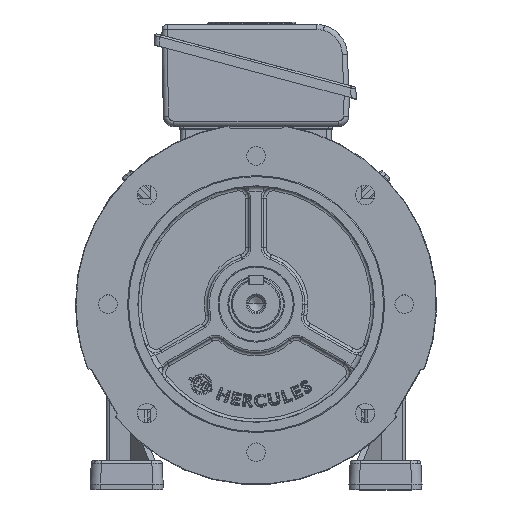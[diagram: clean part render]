
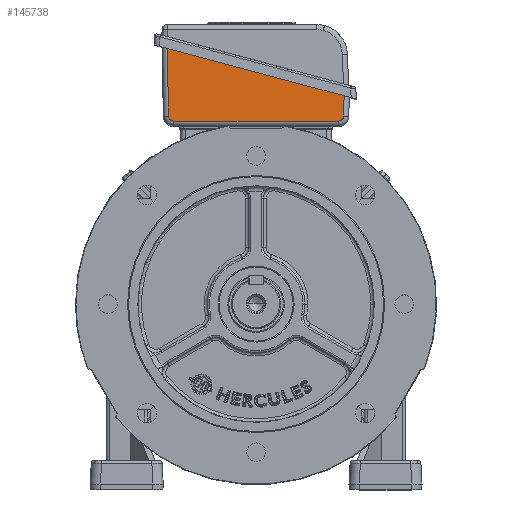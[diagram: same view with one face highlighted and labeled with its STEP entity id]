
A CAD part, top view. The second image highlights one B-rep face of the part: STEP entity #145738.
In plain terms, the highlighted face is planar.
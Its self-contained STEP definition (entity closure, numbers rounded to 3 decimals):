
#2927 = LINE ( 'NONE', #118882, #63598 ) ;
#4291 = DIRECTION ( 'NONE',  ( 0., 0.966, -0.259 ) ) ;
#8635 = CARTESIAN_POINT ( 'NONE',  ( 87.938, 85.144, 9.609 ) ) ;
#10554 = EDGE_CURVE ( 'NONE', #80269, #111938, #143355, .T. ) ;
#13504 = FACE_OUTER_BOUND ( 'NONE', #122575, .T. ) ;
#19339 = CARTESIAN_POINT ( 'NONE',  ( 87.981, 83.084, 7.584 ) ) ;
#19383 = VERTEX_POINT ( 'NONE', #50842 ) ;
#19434 =( BOUNDED_CURVE ( )  B_SPLINE_CURVE ( 3, ( #113156, #19339, #8635, #101723 ),
 .UNSPECIFIED., .F., .F. ) 
 B_SPLINE_CURVE_WITH_KNOTS ( ( 4, 4 ),
 ( 3.403, 4.957 ),
 .UNSPECIFIED. ) 
 CURVE ( )  GEOMETRIC_REPRESENTATION_ITEM ( )  RATIONAL_B_SPLINE_CURVE ( ( 1., 0.809, 0.809, 1. ) ) 
 REPRESENTATION_ITEM ( '' )  );
#20692 = CARTESIAN_POINT ( 'NONE',  ( 88.658, -85.15, 12.497 ) ) ;
#23621 = ORIENTED_EDGE ( 'NONE', *, *, #26113, .T. ) ;
#26113 = EDGE_CURVE ( 'NONE', #111938, #31959, #19434, .T. ) ;
#28478 = ORIENTED_EDGE ( 'NONE', *, *, #150056, .T. ) ;
#29086 = CARTESIAN_POINT ( 'NONE',  ( 87.994, 80.196, 7.584 ) ) ;
#31959 = VERTEX_POINT ( 'NONE', #66052 ) ;
#32178 = CARTESIAN_POINT ( 'NONE',  ( 88.707, -85.099, 9.609 ) ) ;
#38365 = VECTOR ( 'NONE', #4291, 1000. ) ;
#38717 = DIRECTION ( 'NONE',  ( 1., 0.005, 0.017 ) ) ;
#38792 = DIRECTION ( 'NONE',  ( 0.017, 0.017, -1. ) ) ;
#40186 = ORIENTED_EDGE ( 'NONE', *, *, #119211, .T. ) ;
#43059 = CARTESIAN_POINT ( 'NONE',  ( 87.189, 85.916, 53.818 ) ) ;
#50842 = CARTESIAN_POINT ( 'NONE',  ( 87.5, -86.355, 81.523 ) ) ;
#52713 = AXIS2_PLACEMENT_3D ( 'NONE', #119573, #38717, #118802 ) ;
#54965 = CARTESIAN_POINT ( 'NONE',  ( 87.5, 85.595, 35.449 ) ) ;
#61624 = CARTESIAN_POINT ( 'NONE',  ( 88.719, -80.15, 7.584 ) ) ;
#63598 = VECTOR ( 'NONE', #38792, 1000. ) ;
#66052 = CARTESIAN_POINT ( 'NONE',  ( 87.889, 85.195, 12.497 ) ) ;
#66333 = CARTESIAN_POINT ( 'NONE',  ( 88.658, -85.15, 12.497 ) ) ;
#71303 = EDGE_CURVE ( 'NONE', #19383, #85618, #143941, .T. ) ;
#78147 = LINE ( 'NONE', #43059, #112673 ) ;
#80269 = VERTEX_POINT ( 'NONE', #61624 ) ;
#84475 = PLANE ( 'NONE',  #52713 ) ;
#85349 = DIRECTION ( 'NONE',  ( -0.005, 1., 0. ) ) ;
#85618 = VERTEX_POINT ( 'NONE', #54965 ) ;
#88592 = CARTESIAN_POINT ( 'NONE',  ( 88.732, -83.039, 7.584 ) ) ;
#94054 = DIRECTION ( 'NONE',  ( -0.017, 0.017, 1. ) ) ;
#95976 =( BOUNDED_CURVE ( )  B_SPLINE_CURVE ( 3, ( #20692, #32178, #88592, #134426 ),
 .UNSPECIFIED., .F., .F. ) 
 B_SPLINE_CURVE_WITH_KNOTS ( ( 4, 4 ),
 ( 1.85, 3.403 ),
 .UNSPECIFIED. ) 
 CURVE ( )  GEOMETRIC_REPRESENTATION_ITEM ( )  RATIONAL_B_SPLINE_CURVE ( ( 1., 0.809, 0.809, 1. ) ) 
 REPRESENTATION_ITEM ( '' )  );
#101723 = CARTESIAN_POINT ( 'NONE',  ( 87.889, 85.195, 12.497 ) ) ;
#111938 = VERTEX_POINT ( 'NONE', #29086 ) ;
#112673 = VECTOR ( 'NONE', #94054, 1000. ) ;
#113156 = CARTESIAN_POINT ( 'NONE',  ( 87.994, 80.196, 7.584 ) ) ;
#118802 = DIRECTION ( 'NONE',  ( 0.017, 0., -1. ) ) ;
#118882 = CARTESIAN_POINT ( 'NONE',  ( 88.66, -85.148, 12.413 ) ) ;
#119211 = EDGE_CURVE ( 'NONE', #19383, #123803, #2927, .T. ) ;
#119573 = CARTESIAN_POINT ( 'NONE',  ( 87.5, 12.221, 55.11 ) ) ;
#120272 = CARTESIAN_POINT ( 'NONE',  ( 87.5, 12.221, 55.11 ) ) ;
#122575 = EDGE_LOOP ( 'NONE', ( #138163, #40186, #28478, #148486, #23621, #148035 ) ) ;
#123391 = EDGE_CURVE ( 'NONE', #31959, #85618, #78147, .T. ) ;
#123803 = VERTEX_POINT ( 'NONE', #66333 ) ;
#126504 = VECTOR ( 'NONE', #85349, 1000. ) ;
#130397 = CARTESIAN_POINT ( 'NONE',  ( 87.994, 80.173, 7.584 ) ) ;
#134426 = CARTESIAN_POINT ( 'NONE',  ( 88.719, -80.15, 7.584 ) ) ;
#138163 = ORIENTED_EDGE ( 'NONE', *, *, #71303, .F. ) ;
#143355 = LINE ( 'NONE', #130397, #126504 ) ;
#143941 = LINE ( 'NONE', #120272, #38365 ) ;
#145738 = ADVANCED_FACE ( 'NONE', ( #13504 ), #84475, .T. ) ;
#148035 = ORIENTED_EDGE ( 'NONE', *, *, #123391, .T. ) ;
#148486 = ORIENTED_EDGE ( 'NONE', *, *, #10554, .T. ) ;
#150056 = EDGE_CURVE ( 'NONE', #123803, #80269, #95976, .T. ) ;
